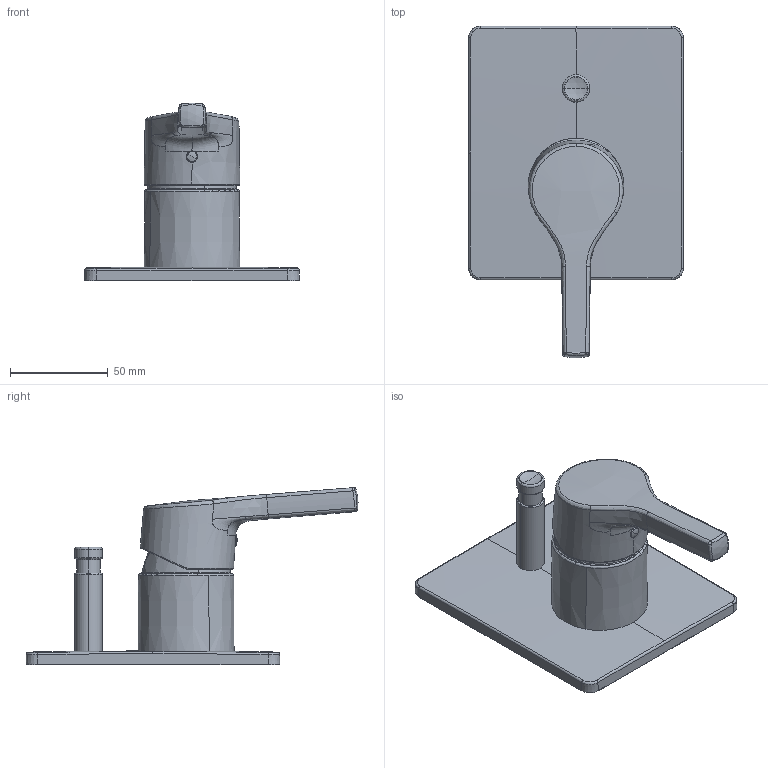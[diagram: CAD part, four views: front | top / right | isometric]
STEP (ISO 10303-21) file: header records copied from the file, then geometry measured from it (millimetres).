
FILE_DESCRIPTION (( 'STEP AP203' ), '1' );
FILE_NAME ('3986H(2018)+50829003.STEP', '2018-07-13T06:58:43', ( '' ), ( '' ), 'SwSTEP 2.0', 'SolidWorks 2016', '' );
FILE_SCHEMA (( 'CONFIG_CONTROL_DESIGN' ));
Length unit declared in the file: millimetre
Products named in the file (1): 3986H(2018)+50829003
Bounding box: 110 x 170.06 x 90.99 mm (x, y, z)
Volume: 256880.2 mm3; surface area: 48603.4 mm2
Topology: 1 solids, 1 shells, 115 faces, 285 edges, 175 vertices
Faces by surface type: bspline 48, torus 25, cylinder 16, plane 12, sphere 8, cone 6
Entity records: 10305 total; most frequent: CARTESIAN_POINT 7886, ORIENTED_EDGE 570, DIRECTION 391, EDGE_CURVE 285, AXIS2_PLACEMENT_3D 180, VERTEX_POINT 175, B_SPLINE_CURVE_WITH_KNOTS 128, EDGE_LOOP 118
